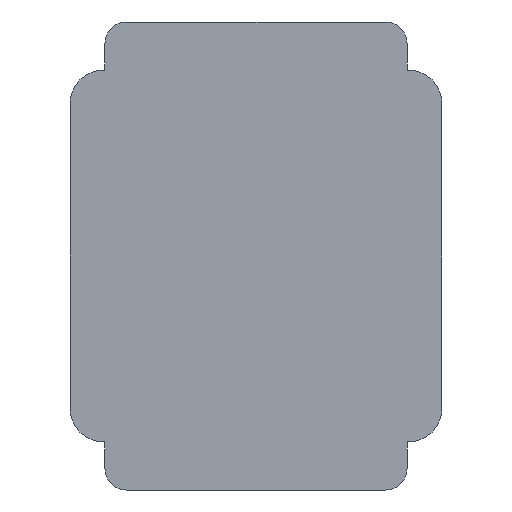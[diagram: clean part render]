
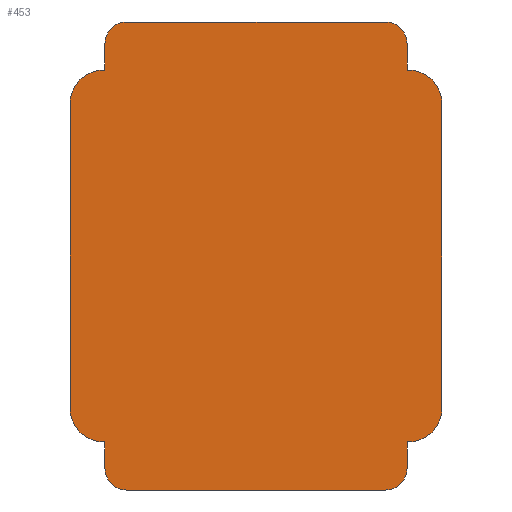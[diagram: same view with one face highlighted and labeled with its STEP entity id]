
A CAD part, front view. The second image highlights one B-rep face of the part: STEP entity #453.
In plain terms, the highlighted planar face has unit normal (0, -1, 0).
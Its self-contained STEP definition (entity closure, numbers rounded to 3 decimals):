
#18=PLANE('',#495);
#35=FACE_OUTER_BOUND('',#61,.T.);
#61=EDGE_LOOP('',(#317,#318,#319,#320,#321,#322,#323,#324,#325,#326,#327,
#328,#329,#330,#331,#332,#333,#334,#335,#336));
#89=LINE('',#689,#135);
#92=LINE('',#695,#138);
#93=LINE('',#697,#139);
#94=LINE('',#701,#140);
#95=LINE('',#705,#141);
#96=LINE('',#707,#142);
#97=LINE('',#711,#143);
#98=LINE('',#715,#144);
#99=LINE('',#717,#145);
#100=LINE('',#721,#146);
#101=LINE('',#725,#147);
#102=LINE('',#727,#148);
#135=VECTOR('',#549,10.);
#138=VECTOR('',#554,10.);
#139=VECTOR('',#555,10.);
#140=VECTOR('',#558,10.);
#141=VECTOR('',#561,10.);
#142=VECTOR('',#562,10.);
#143=VECTOR('',#565,10.);
#144=VECTOR('',#568,10.);
#145=VECTOR('',#569,10.);
#146=VECTOR('',#572,10.);
#147=VECTOR('',#575,10.);
#148=VECTOR('',#576,10.);
#180=CIRCLE('',#493,1.3);
#181=CIRCLE('',#496,2.);
#182=CIRCLE('',#497,2.);
#183=CIRCLE('',#498,1.3);
#184=CIRCLE('',#499,1.3);
#185=CIRCLE('',#500,2.);
#186=CIRCLE('',#501,2.);
#187=CIRCLE('',#502,1.3);
#201=VERTEX_POINT('',#682);
#202=VERTEX_POINT('',#684);
#203=VERTEX_POINT('',#688);
#205=VERTEX_POINT('',#694);
#206=VERTEX_POINT('',#696);
#207=VERTEX_POINT('',#698);
#208=VERTEX_POINT('',#700);
#209=VERTEX_POINT('',#702);
#210=VERTEX_POINT('',#704);
#211=VERTEX_POINT('',#706);
#212=VERTEX_POINT('',#708);
#213=VERTEX_POINT('',#710);
#214=VERTEX_POINT('',#712);
#215=VERTEX_POINT('',#714);
#216=VERTEX_POINT('',#716);
#217=VERTEX_POINT('',#718);
#218=VERTEX_POINT('',#720);
#219=VERTEX_POINT('',#722);
#220=VERTEX_POINT('',#724);
#221=VERTEX_POINT('',#726);
#245=EDGE_CURVE('',#201,#202,#180,.T.);
#247=EDGE_CURVE('',#203,#202,#89,.T.);
#250=EDGE_CURVE('',#201,#205,#92,.T.);
#251=EDGE_CURVE('',#205,#206,#93,.T.);
#252=EDGE_CURVE('',#207,#206,#181,.T.);
#253=EDGE_CURVE('',#207,#208,#94,.T.);
#254=EDGE_CURVE('',#209,#208,#182,.T.);
#255=EDGE_CURVE('',#210,#209,#95,.T.);
#256=EDGE_CURVE('',#211,#210,#96,.T.);
#257=EDGE_CURVE('',#212,#211,#183,.T.);
#258=EDGE_CURVE('',#212,#213,#97,.T.);
#259=EDGE_CURVE('',#214,#213,#184,.T.);
#260=EDGE_CURVE('',#214,#215,#98,.T.);
#261=EDGE_CURVE('',#215,#216,#99,.T.);
#262=EDGE_CURVE('',#217,#216,#185,.T.);
#263=EDGE_CURVE('',#217,#218,#100,.T.);
#264=EDGE_CURVE('',#219,#218,#186,.T.);
#265=EDGE_CURVE('',#220,#219,#101,.T.);
#266=EDGE_CURVE('',#221,#220,#102,.T.);
#267=EDGE_CURVE('',#203,#221,#187,.T.);
#317=ORIENTED_EDGE('',*,*,#245,.F.);
#318=ORIENTED_EDGE('',*,*,#250,.T.);
#319=ORIENTED_EDGE('',*,*,#251,.T.);
#320=ORIENTED_EDGE('',*,*,#252,.F.);
#321=ORIENTED_EDGE('',*,*,#253,.T.);
#322=ORIENTED_EDGE('',*,*,#254,.F.);
#323=ORIENTED_EDGE('',*,*,#255,.F.);
#324=ORIENTED_EDGE('',*,*,#256,.F.);
#325=ORIENTED_EDGE('',*,*,#257,.F.);
#326=ORIENTED_EDGE('',*,*,#258,.T.);
#327=ORIENTED_EDGE('',*,*,#259,.F.);
#328=ORIENTED_EDGE('',*,*,#260,.T.);
#329=ORIENTED_EDGE('',*,*,#261,.T.);
#330=ORIENTED_EDGE('',*,*,#262,.F.);
#331=ORIENTED_EDGE('',*,*,#263,.T.);
#332=ORIENTED_EDGE('',*,*,#264,.F.);
#333=ORIENTED_EDGE('',*,*,#265,.F.);
#334=ORIENTED_EDGE('',*,*,#266,.F.);
#335=ORIENTED_EDGE('',*,*,#267,.F.);
#336=ORIENTED_EDGE('',*,*,#247,.T.);
#453=ADVANCED_FACE('',(#35),#18,.F.);
#493=AXIS2_PLACEMENT_3D('',#685,#544,#545);
#495=AXIS2_PLACEMENT_3D('',#693,#552,#553);
#496=AXIS2_PLACEMENT_3D('',#699,#556,#557);
#497=AXIS2_PLACEMENT_3D('',#703,#559,#560);
#498=AXIS2_PLACEMENT_3D('',#709,#563,#564);
#499=AXIS2_PLACEMENT_3D('',#713,#566,#567);
#500=AXIS2_PLACEMENT_3D('',#719,#570,#571);
#501=AXIS2_PLACEMENT_3D('',#723,#573,#574);
#502=AXIS2_PLACEMENT_3D('',#728,#577,#578);
#544=DIRECTION('center_axis',(0.,1.,0.));
#545=DIRECTION('ref_axis',(-0.707,0.,0.707));
#549=DIRECTION('',(-1.,0.,0.));
#552=DIRECTION('center_axis',(0.,1.,0.));
#553=DIRECTION('ref_axis',(1.,0.,0.));
#554=DIRECTION('',(0.,0.,-1.));
#555=DIRECTION('',(-1.,0.,0.));
#556=DIRECTION('center_axis',(0.,1.,0.));
#557=DIRECTION('ref_axis',(-0.707,0.,0.707));
#558=DIRECTION('',(0.,0.,-1.));
#559=DIRECTION('center_axis',(0.,1.,0.));
#560=DIRECTION('ref_axis',(-0.707,0.,-0.707));
#561=DIRECTION('',(-1.,0.,0.));
#562=DIRECTION('',(0.,0.,1.));
#563=DIRECTION('center_axis',(0.,1.,0.));
#564=DIRECTION('ref_axis',(-0.707,0.,-0.707));
#565=DIRECTION('',(1.,0.,0.));
#566=DIRECTION('center_axis',(0.,1.,0.));
#567=DIRECTION('ref_axis',(0.707,0.,-0.707));
#568=DIRECTION('',(0.,0.,1.));
#569=DIRECTION('',(1.,0.,0.));
#570=DIRECTION('center_axis',(0.,1.,0.));
#571=DIRECTION('ref_axis',(0.707,0.,-0.707));
#572=DIRECTION('',(0.,0.,1.));
#573=DIRECTION('center_axis',(0.,1.,0.));
#574=DIRECTION('ref_axis',(0.707,0.,0.707));
#575=DIRECTION('',(1.,0.,0.));
#576=DIRECTION('',(0.,0.,-1.));
#577=DIRECTION('center_axis',(0.,1.,0.));
#578=DIRECTION('ref_axis',(0.707,0.,0.707));
#682=CARTESIAN_POINT('',(-9.02,0.,12.64));
#684=CARTESIAN_POINT('',(-7.72,0.,13.94));
#685=CARTESIAN_POINT('Origin',(-7.72,0.,12.64));
#688=CARTESIAN_POINT('',(7.72,0.,13.94));
#689=CARTESIAN_POINT('',(11.1,0.,13.94));
#693=CARTESIAN_POINT('Origin',(0.,0.,-0.03));
#694=CARTESIAN_POINT('',(-9.02,0.,11.07));
#695=CARTESIAN_POINT('',(-9.02,0.,13.94));
#696=CARTESIAN_POINT('',(-9.1,0.,11.07));
#697=CARTESIAN_POINT('',(-9.02,0.,11.07));
#698=CARTESIAN_POINT('',(-11.1,0.,9.07));
#699=CARTESIAN_POINT('Origin',(-9.1,0.,9.07));
#700=CARTESIAN_POINT('',(-11.1,0.,-9.13));
#701=CARTESIAN_POINT('',(-11.1,0.,13.94));
#702=CARTESIAN_POINT('',(-9.1,0.,-11.13));
#703=CARTESIAN_POINT('Origin',(-9.1,0.,-9.13));
#704=CARTESIAN_POINT('',(-9.02,0.,-11.13));
#705=CARTESIAN_POINT('',(-9.02,0.,-11.13));
#706=CARTESIAN_POINT('',(-9.02,0.,-12.7));
#707=CARTESIAN_POINT('',(-9.02,0.,-14.));
#708=CARTESIAN_POINT('',(-7.72,0.,-14.));
#709=CARTESIAN_POINT('Origin',(-7.72,0.,-12.7));
#710=CARTESIAN_POINT('',(7.72,0.,-14.));
#711=CARTESIAN_POINT('',(-11.1,0.,-14.));
#712=CARTESIAN_POINT('',(9.02,0.,-12.7));
#713=CARTESIAN_POINT('Origin',(7.72,0.,-12.7));
#714=CARTESIAN_POINT('',(9.02,0.,-11.13));
#715=CARTESIAN_POINT('',(9.02,0.,-14.));
#716=CARTESIAN_POINT('',(9.1,0.,-11.13));
#717=CARTESIAN_POINT('',(9.02,0.,-11.13));
#718=CARTESIAN_POINT('',(11.1,0.,-9.13));
#719=CARTESIAN_POINT('Origin',(9.1,0.,-9.13));
#720=CARTESIAN_POINT('',(11.1,0.,9.07));
#721=CARTESIAN_POINT('',(11.1,0.,-14.));
#722=CARTESIAN_POINT('',(9.1,0.,11.07));
#723=CARTESIAN_POINT('Origin',(9.1,0.,9.07));
#724=CARTESIAN_POINT('',(9.02,0.,11.07));
#725=CARTESIAN_POINT('',(9.02,0.,11.07));
#726=CARTESIAN_POINT('',(9.02,0.,12.64));
#727=CARTESIAN_POINT('',(9.02,0.,13.94));
#728=CARTESIAN_POINT('Origin',(7.72,0.,12.64));
